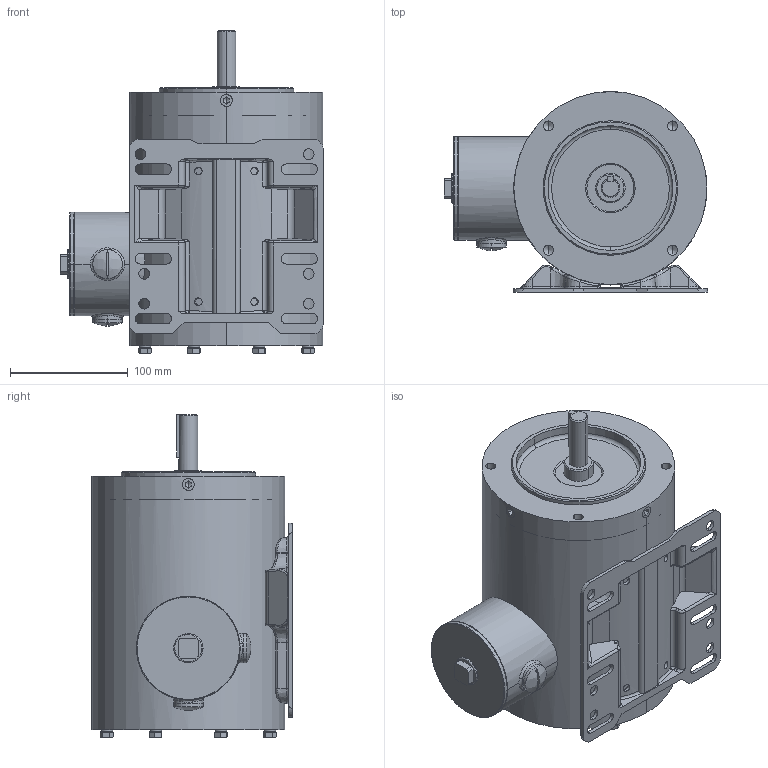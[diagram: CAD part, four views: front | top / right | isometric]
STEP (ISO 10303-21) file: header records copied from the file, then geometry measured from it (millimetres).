
FILE_DESCRIPTION (( 'STEP AP214' ), '1' );
FILE_NAME ('A(MTSN-001-3BD18) nc WITH - bolts redcmb1 coord fxt.STEP', '2022-04-12T11:57:12', ( '' ), ( '' ), 'SwSTEP 2.0', 'SolidWorks 2021', '' );
FILE_SCHEMA (( 'AUTOMOTIVE_DESIGN' ));
Length unit declared in the file: inch
Products named in the file (1): A(MTSN-001-3BD18) nc WITH - bolts redcmb1 coord fxt
Bounding box: 223.5 x 170.3 x 274.1 mm (x, y, z)
Volume: 822249.4 mm3; surface area: 476150.4 mm2
Topology: 8 solids, 10 shells, 925 faces, 2319 edges, 1435 vertices
Faces by surface type: cylinder 323, plane 286, bspline 160, cone 106, torus 50
Entity records: 43676 total; most frequent: CARTESIAN_POINT 22818, ORIENTED_EDGE 4558, DIRECTION 4004, EDGE_CURVE 2279, AXIS2_PLACEMENT_3D 1585, VERTEX_POINT 1435, EDGE_LOOP 1036, ADVANCED_FACE 925
